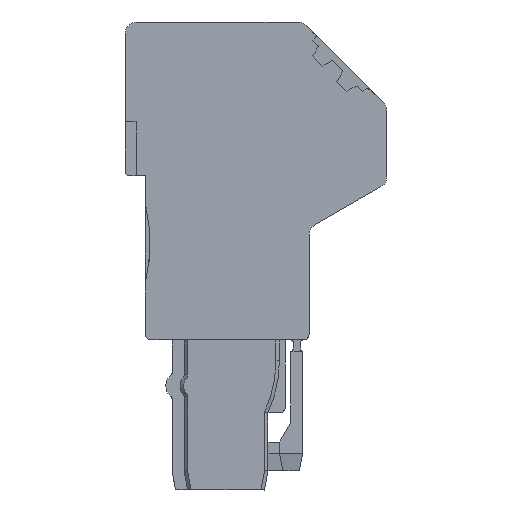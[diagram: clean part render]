
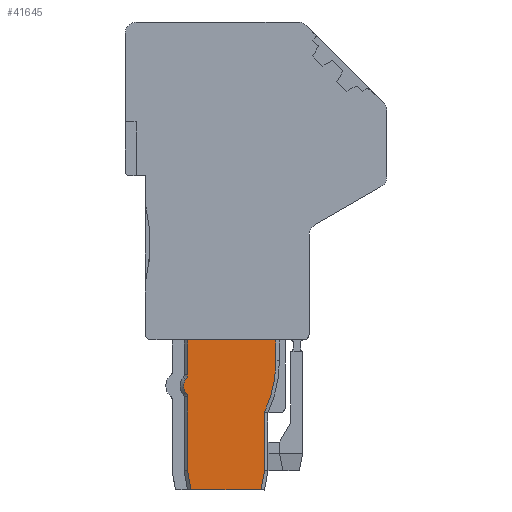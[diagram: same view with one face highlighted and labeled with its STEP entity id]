
A CAD part, left-side view. The second image highlights one B-rep face of the part: STEP entity #41645.
In plain terms, the highlighted planar face has unit normal (-1, 0, 0).
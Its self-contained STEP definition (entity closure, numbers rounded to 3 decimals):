
#40626=AXIS2_PLACEMENT_3D('Circle Axis2P3D',#40624,#40625,$) ;
#40657=AXIS2_PLACEMENT_3D('Circle Axis2P3D',#40655,#40656,$) ;
#40682=AXIS2_PLACEMENT_3D('Circle Axis2P3D',#40680,#40681,$) ;
#40789=AXIS2_PLACEMENT_3D('Circle Axis2P3D',#40787,#40788,$) ;
#41624=AXIS2_PLACEMENT_3D('Plane Axis2P3D',#41621,#41622,#41623) ;
#36254=CARTESIAN_POINT('Vertex',(0.7,17.45,13.15)) ;
#36257=CARTESIAN_POINT('Line Origine',(0.7,13.575,13.15)) ;
#36261=CARTESIAN_POINT('Vertex',(0.7,9.7,13.15)) ;
#36648=CARTESIAN_POINT('Vertex',(0.7,11.005,0.)) ;
#36651=CARTESIAN_POINT('Line Origine',(0.7,14.078,0.)) ;
#36655=CARTESIAN_POINT('Vertex',(0.7,17.152,0.)) ;
#37411=CARTESIAN_POINT('Vertex',(0.7,10.7,1.728)) ;
#37419=CARTESIAN_POINT('Vertex',(0.7,10.7,6.821)) ;
#37422=CARTESIAN_POINT('Line Origine',(0.7,10.7,6.575)) ;
#37503=CARTESIAN_POINT('Line Origine',(0.7,9.845,6.575)) ;
#39999=CARTESIAN_POINT('Vertex',(0.7,17.45,8.162)) ;
#40010=CARTESIAN_POINT('Vertex',(0.7,17.45,1.693)) ;
#40013=CARTESIAN_POINT('Line Origine',(0.7,17.45,6.575)) ;
#40624=CARTESIAN_POINT('Axis2P3D Location',(0.7,18.05,8.162)) ;
#40628=CARTESIAN_POINT('Vertex',(0.7,17.59,8.547)) ;
#40652=CARTESIAN_POINT('Vertex',(0.7,17.59,9.703)) ;
#40655=CARTESIAN_POINT('Axis2P3D Location',(0.7,16.9,9.125)) ;
#40677=CARTESIAN_POINT('Vertex',(0.7,17.45,10.088)) ;
#40680=CARTESIAN_POINT('Axis2P3D Location',(0.7,18.05,10.088)) ;
#40784=CARTESIAN_POINT('Vertex',(0.7,9.7,11.337)) ;
#40787=CARTESIAN_POINT('Axis2P3D Location',(0.7,20.4,11.337)) ;
#41453=CARTESIAN_POINT('Line Origine',(0.7,18.024,4.947)) ;
#41609=CARTESIAN_POINT('Line Origine',(0.7,9.7,6.575)) ;
#41621=CARTESIAN_POINT('Axis2P3D Location',(0.7,14.45,-0.25)) ;
#41626=CARTESIAN_POINT('Line Origine',(0.7,17.45,11.619)) ;
#36258=DIRECTION('Vector Direction',(0.,1.,0.)) ;
#36652=DIRECTION('Vector Direction',(0.,-1.,0.)) ;
#37423=DIRECTION('Vector Direction',(0.,0.,-1.)) ;
#37504=DIRECTION('Vector Direction',(0.,0.174,-0.985)) ;
#40014=DIRECTION('Vector Direction',(0.,0.,-1.)) ;
#40625=DIRECTION('Axis2P3D Direction',(-1.,0.,0.)) ;
#40656=DIRECTION('Axis2P3D Direction',(-1.,0.,0.)) ;
#40681=DIRECTION('Axis2P3D Direction',(-1.,0.,0.)) ;
#40788=DIRECTION('Axis2P3D Direction',(-1.,0.,0.)) ;
#41454=DIRECTION('Vector Direction',(0.,-0.174,-0.985)) ;
#41610=DIRECTION('Vector Direction',(0.,0.,1.)) ;
#41622=DIRECTION('Axis2P3D Direction',(-1.,0.,0.)) ;
#41623=DIRECTION('Axis2P3D XDirection',(0.,1.,0.)) ;
#41627=DIRECTION('Vector Direction',(0.,0.,-1.)) ;
#36259=VECTOR('Line Direction',#36258,1.) ;
#36653=VECTOR('Line Direction',#36652,1.) ;
#37424=VECTOR('Line Direction',#37423,1.) ;
#37505=VECTOR('Line Direction',#37504,1.) ;
#40015=VECTOR('Line Direction',#40014,1.) ;
#41455=VECTOR('Line Direction',#41454,1.) ;
#41611=VECTOR('Line Direction',#41610,1.) ;
#41628=VECTOR('Line Direction',#41627,1.) ;
#41632=ORIENTED_EDGE('',*,*,#36657,.T.) ;
#41633=ORIENTED_EDGE('',*,*,#37507,.F.) ;
#41634=ORIENTED_EDGE('',*,*,#37426,.F.) ;
#41635=ORIENTED_EDGE('',*,*,#40791,.F.) ;
#41636=ORIENTED_EDGE('',*,*,#41613,.F.) ;
#41637=ORIENTED_EDGE('',*,*,#36263,.T.) ;
#41638=ORIENTED_EDGE('',*,*,#41630,.F.) ;
#41639=ORIENTED_EDGE('',*,*,#40684,.T.) ;
#41640=ORIENTED_EDGE('',*,*,#40659,.T.) ;
#41641=ORIENTED_EDGE('',*,*,#40630,.T.) ;
#41642=ORIENTED_EDGE('',*,*,#40017,.F.) ;
#41643=ORIENTED_EDGE('',*,*,#41457,.F.) ;
#41645=ADVANCED_FACE('Product1_AllCATPart.1\\WP2.5/1AN_AllCATPart.1\\GH WP2.5/1AN.1\\Koerper.2',(#41644),#41625,.T.) ;
#40627=CIRCLE('generated circle',#40626,0.6) ;
#40658=CIRCLE('generated circle',#40657,0.9) ;
#40683=CIRCLE('generated circle',#40682,0.6) ;
#40790=CIRCLE('generated circle',#40789,10.7) ;
#36263=EDGE_CURVE('',#36262,#36255,#36260,.T.) ;
#36657=EDGE_CURVE('',#36656,#36649,#36654,.T.) ;
#37426=EDGE_CURVE('',#37420,#37412,#37425,.T.) ;
#37507=EDGE_CURVE('',#37412,#36649,#37506,.T.) ;
#40017=EDGE_CURVE('',#40011,#40000,#40016,.F.) ;
#40630=EDGE_CURVE('',#40629,#40000,#40627,.F.) ;
#40659=EDGE_CURVE('',#40653,#40629,#40658,.T.) ;
#40684=EDGE_CURVE('',#40678,#40653,#40683,.F.) ;
#40791=EDGE_CURVE('',#40785,#37420,#40790,.F.) ;
#41457=EDGE_CURVE('',#36656,#40011,#41456,.F.) ;
#41613=EDGE_CURVE('',#36262,#40785,#41612,.F.) ;
#41630=EDGE_CURVE('',#40678,#36255,#41629,.F.) ;
#41631=EDGE_LOOP('',(#41632,#41633,#41634,#41635,#41636,#41637,#41638,#41639,#41640,#41641,#41642,#41643)) ;
#41644=FACE_OUTER_BOUND('',#41631,.T.) ;
#36260=LINE('Line',#36257,#36259) ;
#36654=LINE('Line',#36651,#36653) ;
#37425=LINE('Line',#37422,#37424) ;
#37506=LINE('Line',#37503,#37505) ;
#40016=LINE('Line',#40013,#40015) ;
#41456=LINE('Line',#41453,#41455) ;
#41612=LINE('Line',#41609,#41611) ;
#41629=LINE('Line',#41626,#41628) ;
#41625=PLANE('',#41624) ;
#36255=VERTEX_POINT('',#36254) ;
#36262=VERTEX_POINT('',#36261) ;
#36649=VERTEX_POINT('',#36648) ;
#36656=VERTEX_POINT('',#36655) ;
#37412=VERTEX_POINT('',#37411) ;
#37420=VERTEX_POINT('',#37419) ;
#40000=VERTEX_POINT('',#39999) ;
#40011=VERTEX_POINT('',#40010) ;
#40629=VERTEX_POINT('',#40628) ;
#40653=VERTEX_POINT('',#40652) ;
#40678=VERTEX_POINT('',#40677) ;
#40785=VERTEX_POINT('',#40784) ;
